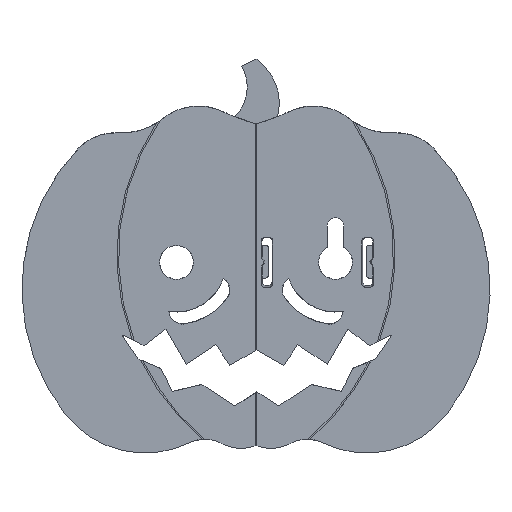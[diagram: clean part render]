
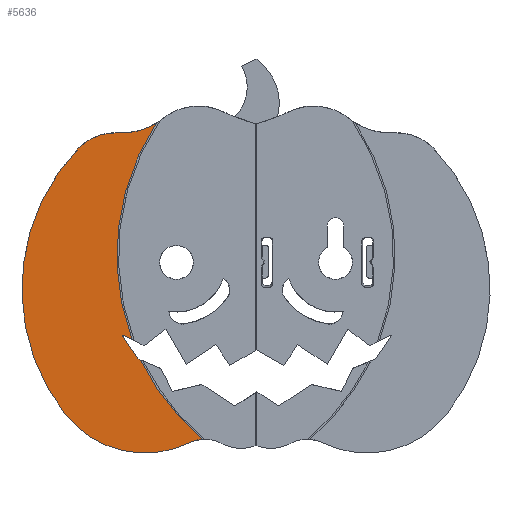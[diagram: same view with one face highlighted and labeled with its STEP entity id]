
A CAD part, top view. The second image highlights one B-rep face of the part: STEP entity #5636.
In plain terms, the highlighted planar face has unit normal (0, -0.018, 1).
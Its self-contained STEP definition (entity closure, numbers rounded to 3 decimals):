
#153=FACE_OUTER_BOUND('',#442,.T.);
#442=EDGE_LOOP('',(#3594,#3595,#3596,#3597,#3598,#3599,#3600,#3601,#3602,
#3603));
#860=CIRCLE('',#5961,72.861);
#861=CIRCLE('',#5962,19.863);
#862=CIRCLE('',#5963,15.783);
#863=CIRCLE('',#5964,61.516);
#864=CIRCLE('',#5965,30.732);
#865=CIRCLE('',#5966,10.545);
#866=CIRCLE('',#5967,72.861);
#1046=LINE('',#8314,#1626);
#1047=LINE('',#8316,#1627);
#1048=LINE('',#8331,#1628);
#1626=VECTOR('',#6537,8.672);
#1627=VECTOR('',#6538,3.403);
#1628=VECTOR('',#6553,0.983);
#2227=VERTEX_POINT('',#8312);
#2228=VERTEX_POINT('',#8313);
#2229=VERTEX_POINT('',#8315);
#2230=VERTEX_POINT('',#8317);
#2231=VERTEX_POINT('',#8319);
#2232=VERTEX_POINT('',#8321);
#2233=VERTEX_POINT('',#8323);
#2234=VERTEX_POINT('',#8325);
#2235=VERTEX_POINT('',#8327);
#2236=VERTEX_POINT('',#8329);
#2769=EDGE_CURVE('',#2227,#2228,#1046,.T.);
#2770=EDGE_CURVE('',#2229,#2227,#1047,.T.);
#2771=EDGE_CURVE('',#2230,#2229,#860,.T.);
#2772=EDGE_CURVE('',#2230,#2231,#861,.T.);
#2773=EDGE_CURVE('',#2231,#2232,#862,.T.);
#2774=EDGE_CURVE('',#2232,#2233,#863,.T.);
#2775=EDGE_CURVE('',#2233,#2234,#864,.T.);
#2776=EDGE_CURVE('',#2234,#2235,#865,.T.);
#2777=EDGE_CURVE('',#2236,#2235,#866,.T.);
#2778=EDGE_CURVE('',#2228,#2236,#1048,.T.);
#3594=ORIENTED_EDGE('',*,*,#2769,.F.);
#3595=ORIENTED_EDGE('',*,*,#2770,.F.);
#3596=ORIENTED_EDGE('',*,*,#2771,.F.);
#3597=ORIENTED_EDGE('',*,*,#2772,.T.);
#3598=ORIENTED_EDGE('',*,*,#2773,.T.);
#3599=ORIENTED_EDGE('',*,*,#2774,.T.);
#3600=ORIENTED_EDGE('',*,*,#2775,.T.);
#3601=ORIENTED_EDGE('',*,*,#2776,.T.);
#3602=ORIENTED_EDGE('',*,*,#2777,.F.);
#3603=ORIENTED_EDGE('',*,*,#2778,.F.);
#5171=PLANE('',#5960);
#5636=ADVANCED_FACE('',(#153),#5171,.T.);
#5960=AXIS2_PLACEMENT_3D('',#8311,#6535,#6536);
#5961=AXIS2_PLACEMENT_3D('',#8318,#6539,#6540);
#5962=AXIS2_PLACEMENT_3D('',#8320,#6541,#6542);
#5963=AXIS2_PLACEMENT_3D('',#8322,#6543,#6544);
#5964=AXIS2_PLACEMENT_3D('',#8324,#6545,#6546);
#5965=AXIS2_PLACEMENT_3D('',#8326,#6547,#6548);
#5966=AXIS2_PLACEMENT_3D('',#8328,#6549,#6550);
#5967=AXIS2_PLACEMENT_3D('',#8330,#6551,#6552);
#6535=DIRECTION('center_axis',(0.,-0.017,1.));
#6536=DIRECTION('ref_axis',(1.,0.,0.));
#6537=DIRECTION('',(0.552,-0.834,-0.015));
#6538=DIRECTION('',(-0.902,0.433,0.008));
#6539=DIRECTION('center_axis',(0.,-0.017,
1.));
#6540=DIRECTION('ref_axis',(-0.834,0.551,0.01));
#6541=DIRECTION('center_axis',(0.,0.017,
-1.));
#6542=DIRECTION('ref_axis',(0.531,-0.847,-0.015));
#6543=DIRECTION('center_axis',(0.,-0.017,
1.));
#6544=DIRECTION('ref_axis',(0.054,0.998,0.017));
#6545=DIRECTION('center_axis',(0.,-0.017,
1.));
#6546=DIRECTION('ref_axis',(-0.724,0.689,0.012));
#6547=DIRECTION('center_axis',(0.,-0.017,
1.));
#6548=DIRECTION('ref_axis',(-0.786,-0.618,-0.011));
#6549=DIRECTION('center_axis',(0.,0.017,
-1.));
#6550=DIRECTION('ref_axis',(-0.438,0.899,0.016));
#6551=DIRECTION('center_axis',(0.,-0.017,
1.));
#6552=DIRECTION('ref_axis',(-0.9,-0.435,-0.008));
#6553=DIRECTION('',(0.923,-0.385,-0.007));
#8311=CARTESIAN_POINT('Origin',(-56.,0.,39.25));
#8312=CARTESIAN_POINT('',(-40.599,24.809,39.683));
#8313=CARTESIAN_POINT('',(-35.812,17.579,39.557));
#8314=CARTESIAN_POINT('',(-40.599,24.809,39.683));
#8315=CARTESIAN_POINT('',(-37.531,23.337,39.657));
#8316=CARTESIAN_POINT('',(-37.531,23.337,39.657));
#8317=CARTESIAN_POINT('',(-30.093,89.065,40.805));
#8318=CARTESIAN_POINT('Origin',(30.696,48.903,40.104));
#8319=CARTESIAN_POINT('',(-41.705,86.062,40.752));
#8320=CARTESIAN_POINT('Origin',(-40.641,105.893,41.098));
#8321=CARTESIAN_POINT('',(-53.982,81.183,40.667));
#8322=CARTESIAN_POINT('Origin',(-42.55,70.304,40.477));
#8323=CARTESIAN_POINT('',(-57.794,0.783,39.264));
#8324=CARTESIAN_POINT('Origin',(-9.421,38.781,39.927));
#8325=CARTESIAN_POINT('',(-20.156,-7.852,39.113));
#8326=CARTESIAN_POINT('Origin',(-33.628,19.766,39.595));
#8327=CARTESIAN_POINT('',(-16.25,-6.809,39.131));
#8328=CARTESIAN_POINT('Origin',(-15.533,-17.329,38.948));
#8329=CARTESIAN_POINT('',(-34.904,17.201,39.55));
#8330=CARTESIAN_POINT('Origin',(30.696,48.903,40.104));
#8331=CARTESIAN_POINT('',(-35.812,17.579,39.557));
